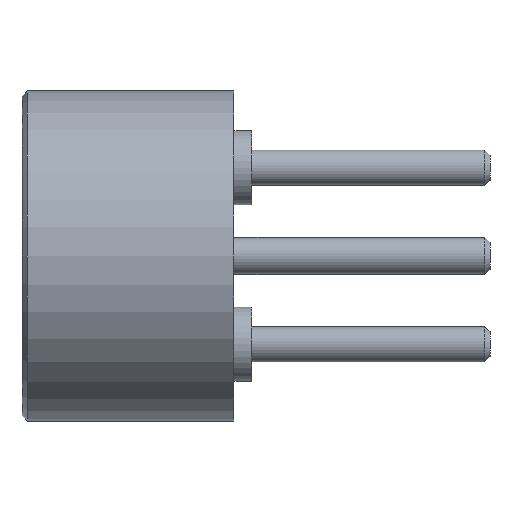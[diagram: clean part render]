
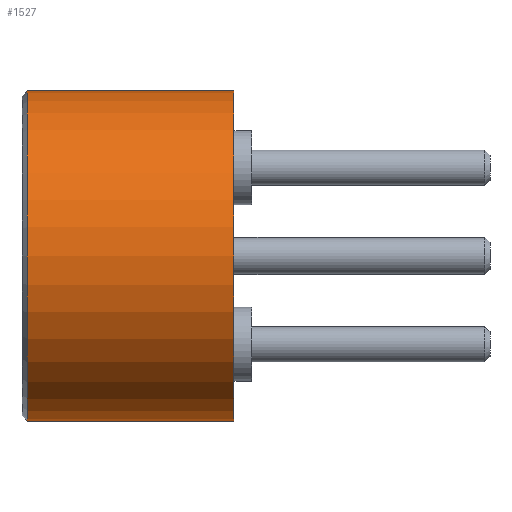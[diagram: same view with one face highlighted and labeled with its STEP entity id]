
A CAD part, front view. The second image highlights one B-rep face of the part: STEP entity #1527.
In plain terms, the highlighted cylindrical face has radius 2.375 mm (diameter 4.75 mm), a partial arc.
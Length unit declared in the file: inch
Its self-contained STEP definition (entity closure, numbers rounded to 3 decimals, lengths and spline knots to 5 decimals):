
#25 = CARTESIAN_POINT ( 'NONE',  ( 0.02121, 0., 0.0935 ) ) ;
#70 = DIRECTION ( 'NONE',  ( -1., 0., 0. ) ) ;
#78 = VECTOR ( 'NONE', #1757, 39.37008 ) ;
#117 = CARTESIAN_POINT ( 'NONE',  ( 0.13821, 0., 0. ) ) ;
#163 = VERTEX_POINT ( 'NONE', #1572 ) ;
#238 = EDGE_CURVE ( 'NONE', #1117, #1071, #630, .T. ) ;
#366 = VECTOR ( 'NONE', #70, 39.37008 ) ;
#473 = CARTESIAN_POINT ( 'NONE',  ( 0.13821, 0., 0.0935 ) ) ;
#484 = EDGE_LOOP ( 'NONE', ( #1316, #1061, #1294, #1500 ) ) ;
#557 = DIRECTION ( 'NONE',  ( 0., 0., 1. ) ) ;
#576 = DIRECTION ( 'NONE',  ( 1., 0., 0. ) ) ;
#630 = LINE ( 'NONE', #1742, #78 ) ;
#701 = DIRECTION ( 'NONE',  ( -1., 0., 0. ) ) ;
#743 = CIRCLE ( 'NONE', #1712, 0.0935 ) ;
#870 = CARTESIAN_POINT ( 'NONE',  ( 0.02121, 0., 0. ) ) ;
#952 = EDGE_CURVE ( 'NONE', #1071, #1668, #1604, .T. ) ;
#1061 = ORIENTED_EDGE ( 'NONE', *, *, #1478, .T. ) ;
#1071 = VERTEX_POINT ( 'NONE', #25 ) ;
#1115 = CARTESIAN_POINT ( 'NONE',  ( 0.15, 0., -0.0935 ) ) ;
#1117 = VERTEX_POINT ( 'NONE', #473 ) ;
#1222 = LINE ( 'NONE', #1115, #366 ) ;
#1266 = CYLINDRICAL_SURFACE ( 'NONE', #1523, 0.0935 ) ;
#1294 = ORIENTED_EDGE ( 'NONE', *, *, #238, .T. ) ;
#1316 = ORIENTED_EDGE ( 'NONE', *, *, #1337, .F. ) ;
#1337 = EDGE_CURVE ( 'NONE', #163, #1668, #1222, .T. ) ;
#1478 = EDGE_CURVE ( 'NONE', #163, #1117, #743, .T. ) ;
#1500 = ORIENTED_EDGE ( 'NONE', *, *, #952, .T. ) ;
#1523 = AXIS2_PLACEMENT_3D ( 'NONE', #1841, #1537, #557 ) ;
#1527 = ADVANCED_FACE ( 'NONE', ( #1536 ), #1266, .T. ) ;
#1536 = FACE_OUTER_BOUND ( 'NONE', #484, .T. ) ;
#1537 = DIRECTION ( 'NONE',  ( -1., 0., 0. ) ) ;
#1572 = CARTESIAN_POINT ( 'NONE',  ( 0.13821, 0., -0.0935 ) ) ;
#1604 = CIRCLE ( 'NONE', #1819, 0.0935 ) ;
#1668 = VERTEX_POINT ( 'NONE', #1691 ) ;
#1681 = DIRECTION ( 'NONE',  ( 0., 0., 1. ) ) ;
#1691 = CARTESIAN_POINT ( 'NONE',  ( 0.02121, 0., -0.0935 ) ) ;
#1712 = AXIS2_PLACEMENT_3D ( 'NONE', #117, #701, #1681 ) ;
#1742 = CARTESIAN_POINT ( 'NONE',  ( 0.15, 0., 0.0935 ) ) ;
#1757 = DIRECTION ( 'NONE',  ( -1., 0., 0. ) ) ;
#1819 = AXIS2_PLACEMENT_3D ( 'NONE', #870, #576, #1867 ) ;
#1841 = CARTESIAN_POINT ( 'NONE',  ( 0.15, 0., 0. ) ) ;
#1867 = DIRECTION ( 'NONE',  ( 0., 0., -1. ) ) ;
